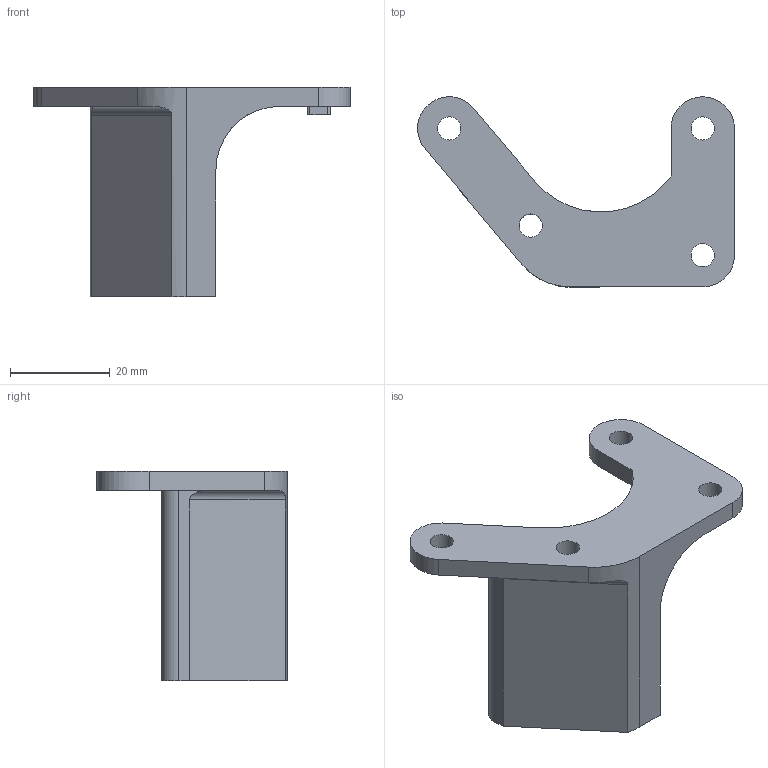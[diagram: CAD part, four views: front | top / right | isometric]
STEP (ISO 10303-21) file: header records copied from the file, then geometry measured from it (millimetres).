
FILE_DESCRIPTION(/* description */ (''),/* implementation_level */ '2;1');
FILE_NAME(/* name */ 'Front Ring Guard Left.step',/* time_stamp */ '2024-06-28T04:18:42-05:00',/* author */ (''),/* organization */ (''),/* preprocessor_version */ 'ST-DEVELOPER v20',/* originating_system */ 'Autodesk Translation Framework v13.14.0.145',/* authorisation */ '');
FILE_SCHEMA (('AUTOMOTIVE_DESIGN { 1 0 10303 214 3 1 1 }'));
Length unit declared in the file: inch
Products named in the file (1): Front Ring Guard Left
Bounding box: 63.5 x 38.1 x 41.91 mm (x, y, z)
Volume: 17531.5 mm3; surface area: 7237.1 mm2
Topology: 1 solids, 1 shells, 38 faces, 102 edges, 68 vertices
Faces by surface type: plane 19, cylinder 18, torus 1
Full cylindrical faces by diameter (mm): 4.648 x5
Entity records: 1288 total; most frequent: CARTESIAN_POINT 237, DIRECTION 218, ORIENTED_EDGE 204, EDGE_CURVE 102, AXIS2_PLACEMENT_3D 79, VERTEX_POINT 68, LINE 60, VECTOR 60
